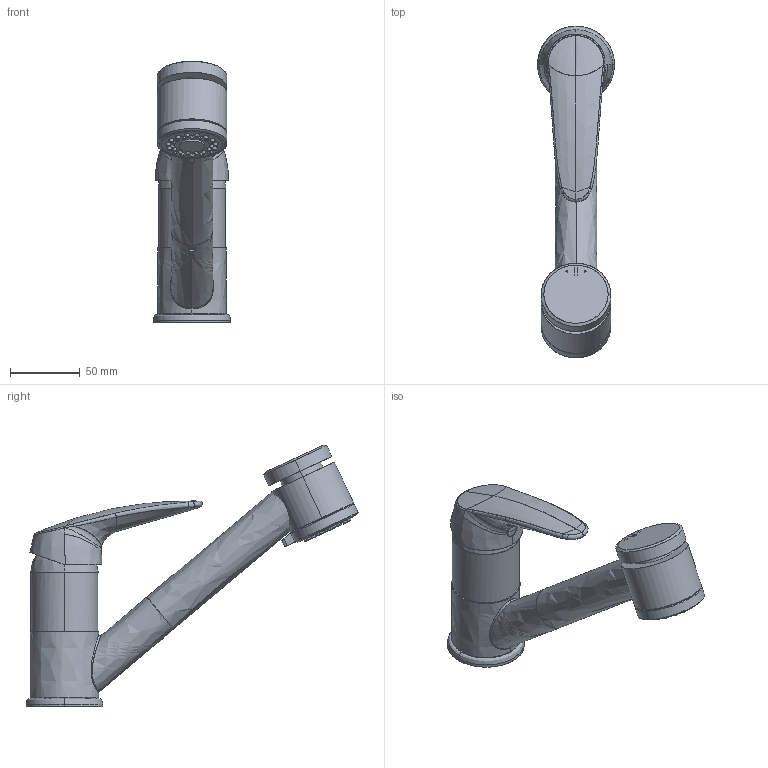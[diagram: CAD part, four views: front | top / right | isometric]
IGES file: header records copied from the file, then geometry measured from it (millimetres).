
Start section:  PTC IGES file: a41985_.igs  PTC IGES file: a42092_sw0001.igs
Global section: file name: 13HA41864.igs; native system: Rhinoceros ( May 19 2006 ); preprocessor: Trout Lake IGES 012 May 19 2006; date: 120719.134900; units: millimetre
Bounding box: 55 x 237.57 x 187.2 mm (x, y, z)
Surface area: 76879.8 mm2 (no closed solid volume)
Topology: 0 solids, 0 shells, 213 faces, 6473 edges, 6470 vertices
Faces by surface type: bspline 213
